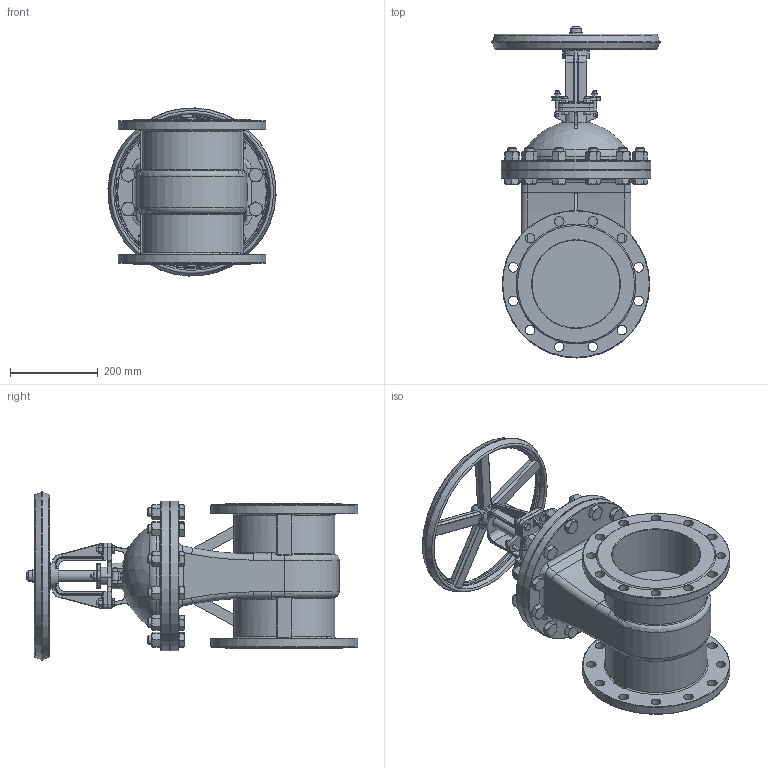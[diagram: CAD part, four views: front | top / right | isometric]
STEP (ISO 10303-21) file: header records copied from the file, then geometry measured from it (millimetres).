
FILE_DESCRIPTION(/* description */ (''),/* implementation_level */ '2;1');
FILE_NAME(/* name */ 'DN200_3D_STEP.stp',/* time_stamp */ '2024-02-08T17:28:48+03:00',/* author */ ('igorr'),/* organization */ (''),/* preprocessor_version */ 'ST-DEVELOPER v19.2',/* originating_system */ 'Autodesk Inventor 2023',/* authorisation */ '');
FILE_SCHEMA (('AUTOMOTIVE_DESIGN { 1 0 10303 214 3 1 1 }'));
Length unit declared in the file: millimetre
Products named in the file (8): Сборка; Деталь1; Деталь2; AS 1110 - M10 x 35; ANSI B18.2.4.2M - M10x1,5; ANSI B18.2.4.2M - M8x1,25; ANSI B18.2.4.2M - M20x2,5; AS 1110 - M20 x 70
Assembly tree (36 placements, depth 2):
  Сборка
    Деталь1
    Деталь2
    AS 1110 - M10 x 35  x4
    ANSI B18.2.4.2M - M10x1,5  x4
    ANSI B18.2.4.2M - M8x1,25  x2
    ANSI B18.2.4.2M - M20x2,5  x12
    AS 1110 - M20 x 70  x12
Bounding box: 382.2 x 754.5 x 382.2 mm (x, y, z)
Volume: 21486299.3 mm3; surface area: 1536674.7 mm2
Topology: 40 solids, 40 shells, 1456 faces, 3434 edges, 2100 vertices
Faces by surface type: plane 614, cone 321, cylinder 314, torus 103, bspline 99, sphere 5
Full cylindrical faces by diameter (mm): 6.647 x2, 7 x4, 8 x4, 8.376 x4, 10 x16, 15 x2, 16 x4, 17.294 x12, 18 x24, 20 x12, 22 x24, 25 x2, 27.9 x12, 30 x14, 40 x1, 50 x2, 60 x2, 200 x2, 240 x2, 335 x2, 340 x2
Entity records: 29823 total; most frequent: CARTESIAN_POINT 9185, ORIENTED_EDGE 4122, DIRECTION 4039, EDGE_CURVE 2061, AXIS2_PLACEMENT_3D 1636, VERTEX_POINT 1288, EDGE_LOOP 987, FACE_OUTER_BOUND 819
